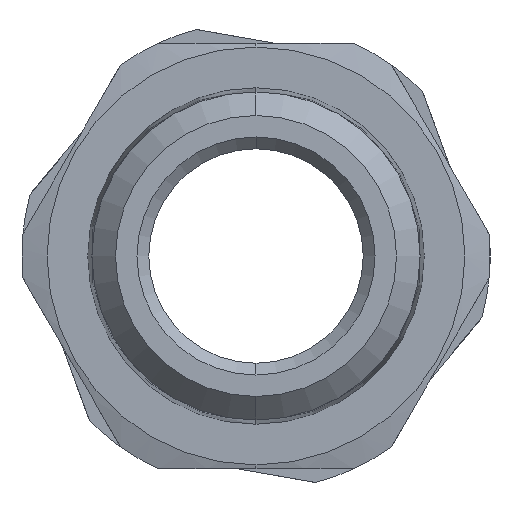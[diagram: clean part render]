
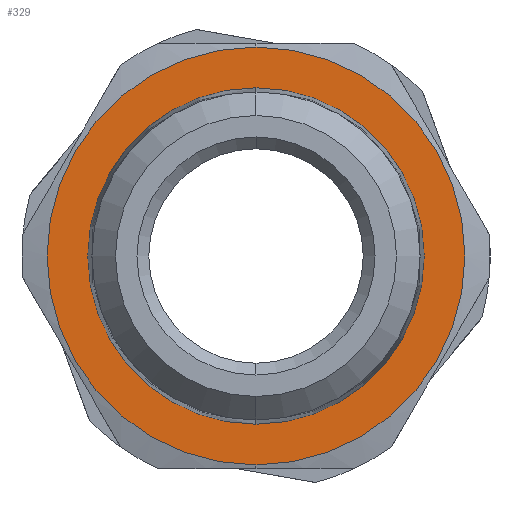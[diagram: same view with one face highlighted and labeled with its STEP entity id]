
A CAD part, left-side view. The second image highlights one B-rep face of the part: STEP entity #329.
In plain terms, the highlighted planar face has unit normal (-1, 0, 0).
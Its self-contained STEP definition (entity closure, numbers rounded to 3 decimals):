
#59 = DIRECTION ( 'NONE',  ( 0., 0., 1. ) ) ;
#196 = AXIS2_PLACEMENT_3D ( 'NONE', #1797, #3462, #2366 ) ;
#212 = CIRCLE ( 'NONE', #3221, 10.67 ) ;
#301 = DIRECTION ( 'NONE',  ( -1., 0., 0. ) ) ;
#329 = ADVANCED_FACE ( 'NONE', ( #2278, #3439 ), #1468, .T. ) ;
#653 = DIRECTION ( 'NONE',  ( -1., 0., 0. ) ) ;
#746 = CIRCLE ( 'NONE', #3507, 13.25 ) ;
#815 = CARTESIAN_POINT ( 'NONE',  ( 20.2, 0., -13.25 ) ) ;
#897 = CARTESIAN_POINT ( 'NONE',  ( 20.2, 0., -10.67 ) ) ;
#1130 = VERTEX_POINT ( 'NONE', #815 ) ;
#1185 = VERTEX_POINT ( 'NONE', #897 ) ;
#1219 = EDGE_CURVE ( 'NONE', #1185, #1610, #212, .T. ) ;
#1421 = DIRECTION ( 'NONE',  ( -1., 0., 0. ) ) ;
#1468 = PLANE ( 'NONE',  #2171 ) ;
#1511 = ORIENTED_EDGE ( 'NONE', *, *, #2223, .T. ) ;
#1610 = VERTEX_POINT ( 'NONE', #1851 ) ;
#1651 = DIRECTION ( 'NONE',  ( -1., 0., 0. ) ) ;
#1711 = CARTESIAN_POINT ( 'NONE',  ( 20.2, 0., 13.25 ) ) ;
#1797 = CARTESIAN_POINT ( 'NONE',  ( 20.2, 0., 0. ) ) ;
#1851 = CARTESIAN_POINT ( 'NONE',  ( 20.2, 0., 10.67 ) ) ;
#1933 = DIRECTION ( 'NONE',  ( 0., 0., 1. ) ) ;
#2171 = AXIS2_PLACEMENT_3D ( 'NONE', #2593, #653, #2568 ) ;
#2191 = EDGE_LOOP ( 'NONE', ( #2443, #2683 ) ) ;
#2223 = EDGE_CURVE ( 'NONE', #2327, #1130, #746, .T. ) ;
#2278 = FACE_BOUND ( 'NONE', #2191, .T. ) ;
#2327 = VERTEX_POINT ( 'NONE', #1711 ) ;
#2366 = DIRECTION ( 'NONE',  ( 0., 0., 1. ) ) ;
#2443 = ORIENTED_EDGE ( 'NONE', *, *, #2651, .F. ) ;
#2496 = ORIENTED_EDGE ( 'NONE', *, *, #3179, .T. ) ;
#2568 = DIRECTION ( 'NONE',  ( 0., 0., 1. ) ) ;
#2593 = CARTESIAN_POINT ( 'NONE',  ( 20.2, 10.67, 0. ) ) ;
#2619 = EDGE_LOOP ( 'NONE', ( #2496, #1511 ) ) ;
#2651 = EDGE_CURVE ( 'NONE', #1610, #1185, #3273, .T. ) ;
#2683 = ORIENTED_EDGE ( 'NONE', *, *, #1219, .F. ) ;
#2768 = DIRECTION ( 'NONE',  ( 0., 0., 1. ) ) ;
#2816 = CARTESIAN_POINT ( 'NONE',  ( 20.2, 0., 0. ) ) ;
#3005 = CIRCLE ( 'NONE', #196, 13.25 ) ;
#3016 = CARTESIAN_POINT ( 'NONE',  ( 20.2, 0., 0. ) ) ;
#3179 = EDGE_CURVE ( 'NONE', #1130, #2327, #3005, .T. ) ;
#3221 = AXIS2_PLACEMENT_3D ( 'NONE', #2816, #1421, #2768 ) ;
#3232 = AXIS2_PLACEMENT_3D ( 'NONE', #3320, #301, #59 ) ;
#3273 = CIRCLE ( 'NONE', #3232, 10.67 ) ;
#3320 = CARTESIAN_POINT ( 'NONE',  ( 20.2, 0., 0. ) ) ;
#3439 = FACE_OUTER_BOUND ( 'NONE', #2619, .T. ) ;
#3462 = DIRECTION ( 'NONE',  ( -1., 0., 0. ) ) ;
#3507 = AXIS2_PLACEMENT_3D ( 'NONE', #3016, #1651, #1933 ) ;
